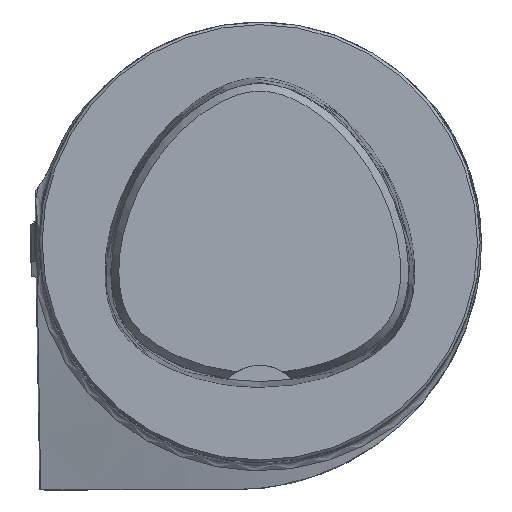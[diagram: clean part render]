
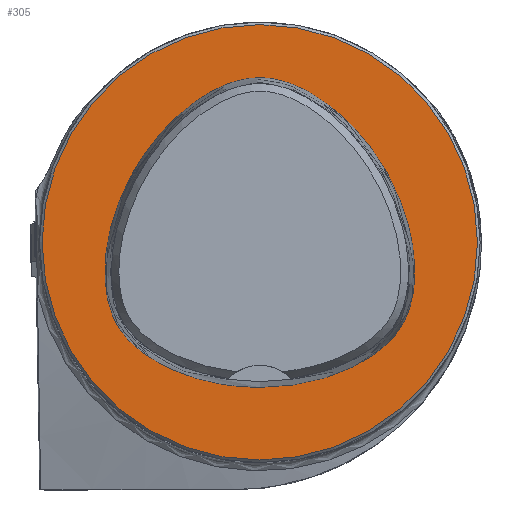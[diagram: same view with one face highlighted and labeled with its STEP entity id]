
A CAD part, top view. The second image highlights one B-rep face of the part: STEP entity #305.
In plain terms, the highlighted planar face has unit normal (0, 0, 1).
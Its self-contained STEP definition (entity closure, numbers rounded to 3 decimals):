
#161=FACE_BOUND('',#581,.T.);
#162=FACE_BOUND('',#582,.T.);
#259=B_SPLINE_CURVE_WITH_KNOTS('',3,(#3780,#3781,#3782,#3783,#3784,#3785,
#3786,#3787,#3788,#3789,#3790,#3791,#3792,#3793,#3794,#3795,#3796,#3797,
#3798,#3799,#3800,#3801,#3802,#3803,#3804,#3805,#3806,#3807,#3808,#3809,
#3810,#3811,#3812,#3813,#3814,#3815,#3816,#3817,#3818,#3819,#3820,#3821,
#3822,#3823,#3824,#3825,#3826,#3827,#3828,#3829,#3830,#3831,#3832,#3833,
#3834,#3835,#3836,#3837,#3838,#3839,#3840,#3841,#3842,#3843,#3844,#3845,
#3846,#3847,#3848,#3849,#3850,#3851,#3852,#3853,#3854,#3855,#3856,#3857,
#3858,#3859,#3860,#3861,#3862,#3863,#3864,#3865,#3866,#3867,#3868,#3869,
#3870),.UNSPECIFIED.,.T.,.F.,(1,1,2,1,1,1,1,1,1,1,1,1,1,1,1,1,1,1,1,1,1,
1,1,1,1,1,1,1,1,1,1,1,1,1,1,1,1,1,1,1,1,1,1,1,1,1,1,1,1,1,1,1,1,1,1,1,1,
1,1,1,1,1,1,1,1,1,1,1,1,1,1,1,1,1,1,1,1,1,1,1,1,1,1,1,1,1,1,1,1,1,2,1,1),
(-0.031,-0.016,0.,0.016,0.031,0.047,0.063,0.078,0.094,
0.109,0.117,0.125,0.133,0.141,0.148,0.156,0.164,
0.172,0.18,0.188,0.195,0.203,0.211,0.219,0.234,
0.25,0.266,0.281,0.297,0.313,0.328,0.344,0.352,0.359,
0.375,0.391,0.406,0.422,0.438,0.453,0.461,0.469,0.477,
0.484,0.492,0.496,0.5,0.504,0.508,0.516,0.523,
0.531,0.539,0.547,0.563,0.578,0.594,0.609,0.625,0.641,
0.648,0.656,0.672,0.688,0.703,0.719,0.734,0.75,0.766,
0.781,0.789,0.797,0.805,0.813,0.82,0.828,0.836,
0.844,0.852,0.859,0.867,0.875,0.883,0.891,0.906,0.922,
0.938,0.953,0.969,0.984,1.,1.016,1.031),.UNSPECIFIED.);
#305=ADVANCED_FACE('CU_E_LO_SU_1',(#161,#162),#407,.F.);
#407=PLANE('',#2637);
#581=EDGE_LOOP('',(#1255));
#582=EDGE_LOOP('',(#1256));
#703=CIRCLE('',#2636,24.7);
#1255=ORIENTED_EDGE('',*,*,#2013,.T.);
#1256=ORIENTED_EDGE('',*,*,#2014,.F.);
#1789=VERTEX_POINT('',#3779);
#1790=VERTEX_POINT('',#3871);
#2013=EDGE_CURVE('',#1789,#1789,#703,.T.);
#2014=EDGE_CURVE('',#1790,#1790,#259,.T.);
#2636=AXIS2_PLACEMENT_3D('',#3778,#2955,#2956);
#2637=AXIS2_PLACEMENT_3D('',#3872,#2957,#2958);
#2955=DIRECTION('',(0.,0.,1.));
#2956=DIRECTION('',(-1.,0.,0.));
#2957=DIRECTION('',(0.,0.,-1.));
#2958=DIRECTION('',(-1.,0.,0.));
#3778=CARTESIAN_POINT('',(0.,0.,0.));
#3779=CARTESIAN_POINT('',(-24.7,0.,0.));
#3780=CARTESIAN_POINT('',(-0.574,-16.455,0.));
#3781=CARTESIAN_POINT('',(0.574,-16.455,0.));
#3782=CARTESIAN_POINT('',(1.723,-16.418,0.));
#3783=CARTESIAN_POINT('',(3.439,-16.25,0.));
#3784=CARTESIAN_POINT('',(5.14,-15.968,0.));
#3785=CARTESIAN_POINT('',(6.817,-15.57,0.));
#3786=CARTESIAN_POINT('',(8.462,-15.051,0.));
#3787=CARTESIAN_POINT('',(10.063,-14.406,0.));
#3788=CARTESIAN_POINT('',(11.347,-13.756,0.));
#3789=CARTESIAN_POINT('',(12.333,-13.164,0.));
#3790=CARTESIAN_POINT('',(13.049,-12.681,0.));
#3791=CARTESIAN_POINT('',(13.737,-12.158,0.));
#3792=CARTESIAN_POINT('',(14.39,-11.591,0.));
#3793=CARTESIAN_POINT('',(15.001,-10.978,0.));
#3794=CARTESIAN_POINT('',(15.559,-10.315,0.));
#3795=CARTESIAN_POINT('',(16.054,-9.603,0.));
#3796=CARTESIAN_POINT('',(16.475,-8.844,0.));
#3797=CARTESIAN_POINT('',(16.819,-8.048,0.));
#3798=CARTESIAN_POINT('',(17.089,-7.225,0.));
#3799=CARTESIAN_POINT('',(17.294,-6.385,0.));
#3800=CARTESIAN_POINT('',(17.44,-5.533,0.));
#3801=CARTESIAN_POINT('',(17.532,-4.674,0.));
#3802=CARTESIAN_POINT('',(17.592,-3.525,0.));
#3803=CARTESIAN_POINT('',(17.556,-2.085,0.));
#3804=CARTESIAN_POINT('',(17.361,-0.371,0.));
#3805=CARTESIAN_POINT('',(17.031,1.323,0.));
#3806=CARTESIAN_POINT('',(16.576,2.986,0.));
#3807=CARTESIAN_POINT('',(16.006,4.614,0.));
#3808=CARTESIAN_POINT('',(15.329,6.199,0.));
#3809=CARTESIAN_POINT('',(14.549,7.736,0.));
#3810=CARTESIAN_POINT('',(13.817,8.973,0.));
#3811=CARTESIAN_POINT('',(13.185,9.931,0.));
#3812=CARTESIAN_POINT('',(12.521,10.869,0.));
#3813=CARTESIAN_POINT('',(11.634,11.999,0.));
#3814=CARTESIAN_POINT('',(10.479,13.28,0.));
#3815=CARTESIAN_POINT('',(9.237,14.476,0.));
#3816=CARTESIAN_POINT('',(7.907,15.575,0.));
#3817=CARTESIAN_POINT('',(6.49,16.562,0.));
#3818=CARTESIAN_POINT('',(5.238,17.273,0.));
#3819=CARTESIAN_POINT('',(4.194,17.758,0.));
#3820=CARTESIAN_POINT('',(3.39,18.075,0.));
#3821=CARTESIAN_POINT('',(2.566,18.338,0.));
#3822=CARTESIAN_POINT('',(1.724,18.539,0.));
#3823=CARTESIAN_POINT('',(1.009,18.645,0.));
#3824=CARTESIAN_POINT('',(0.433,18.688,0.));
#3825=CARTESIAN_POINT('',(0.,18.699,0.));
#3826=CARTESIAN_POINT('',(-0.433,18.688,0.));
#3827=CARTESIAN_POINT('',(-1.009,18.645,0.));
#3828=CARTESIAN_POINT('',(-1.724,18.539,0.));
#3829=CARTESIAN_POINT('',(-2.566,18.338,0.));
#3830=CARTESIAN_POINT('',(-3.39,18.075,0.));
#3831=CARTESIAN_POINT('',(-4.194,17.758,0.));
#3832=CARTESIAN_POINT('',(-5.238,17.273,0.));
#3833=CARTESIAN_POINT('',(-6.49,16.562,0.));
#3834=CARTESIAN_POINT('',(-7.907,15.575,0.));
#3835=CARTESIAN_POINT('',(-9.237,14.476,0.));
#3836=CARTESIAN_POINT('',(-10.479,13.28,0.));
#3837=CARTESIAN_POINT('',(-11.634,11.999,0.));
#3838=CARTESIAN_POINT('',(-12.521,10.869,0.));
#3839=CARTESIAN_POINT('',(-13.185,9.931,0.));
#3840=CARTESIAN_POINT('',(-13.817,8.973,0.));
#3841=CARTESIAN_POINT('',(-14.549,7.736,0.));
#3842=CARTESIAN_POINT('',(-15.329,6.199,0.));
#3843=CARTESIAN_POINT('',(-16.006,4.614,0.));
#3844=CARTESIAN_POINT('',(-16.576,2.986,0.));
#3845=CARTESIAN_POINT('',(-17.031,1.323,0.));
#3846=CARTESIAN_POINT('',(-17.361,-0.371,0.));
#3847=CARTESIAN_POINT('',(-17.556,-2.085,0.));
#3848=CARTESIAN_POINT('',(-17.592,-3.525,0.));
#3849=CARTESIAN_POINT('',(-17.532,-4.674,0.));
#3850=CARTESIAN_POINT('',(-17.44,-5.533,0.));
#3851=CARTESIAN_POINT('',(-17.294,-6.385,0.));
#3852=CARTESIAN_POINT('',(-17.089,-7.225,0.));
#3853=CARTESIAN_POINT('',(-16.819,-8.048,0.));
#3854=CARTESIAN_POINT('',(-16.475,-8.844,0.));
#3855=CARTESIAN_POINT('',(-16.054,-9.603,0.));
#3856=CARTESIAN_POINT('',(-15.559,-10.315,0.));
#3857=CARTESIAN_POINT('',(-15.001,-10.978,0.));
#3858=CARTESIAN_POINT('',(-14.39,-11.591,0.));
#3859=CARTESIAN_POINT('',(-13.737,-12.158,0.));
#3860=CARTESIAN_POINT('',(-13.049,-12.681,0.));
#3861=CARTESIAN_POINT('',(-12.333,-13.164,0.));
#3862=CARTESIAN_POINT('',(-11.347,-13.756,0.));
#3863=CARTESIAN_POINT('',(-10.063,-14.406,0.));
#3864=CARTESIAN_POINT('',(-8.462,-15.051,0.));
#3865=CARTESIAN_POINT('',(-6.817,-15.57,0.));
#3866=CARTESIAN_POINT('',(-5.14,-15.968,0.));
#3867=CARTESIAN_POINT('',(-3.439,-16.25,0.));
#3868=CARTESIAN_POINT('',(-1.723,-16.418,0.));
#3869=CARTESIAN_POINT('',(-0.574,-16.455,0.));
#3870=CARTESIAN_POINT('',(0.574,-16.455,0.));
#3871=CARTESIAN_POINT('',(0.,-16.455,0.));
#3872=CARTESIAN_POINT('',(0.,1.118,0.));
